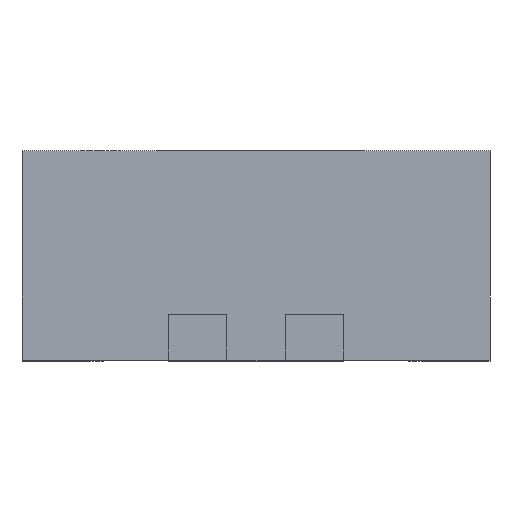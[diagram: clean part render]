
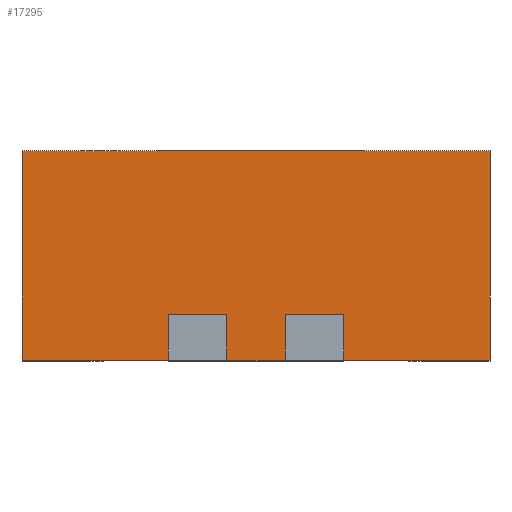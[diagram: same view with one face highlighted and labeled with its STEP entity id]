
A CAD part, front view. The second image highlights one B-rep face of the part: STEP entity #17295.
In plain terms, the highlighted planar face has unit normal (0, -1, 0).
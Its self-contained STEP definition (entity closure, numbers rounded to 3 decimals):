
#23 = CARTESIAN_POINT ( 'NONE',  ( 219.21, 169.754, -0.1 ) ) ;
#200 = DIRECTION ( 'NONE',  ( 0., 0., -1. ) ) ;
#562 = ORIENTED_EDGE ( 'NONE', *, *, #12672, .F. ) ;
#1463 = ORIENTED_EDGE ( 'NONE', *, *, #7810, .F. ) ;
#1479 = CARTESIAN_POINT ( 'NONE',  ( 218.585, 169.754, 0.8 ) ) ;
#1557 = DIRECTION ( 'NONE',  ( 0., 0., -1. ) ) ;
#1606 = CARTESIAN_POINT ( 'NONE',  ( 218.585, 169.754, 0.8 ) ) ;
#1826 = VECTOR ( 'NONE', #15104, 1000. ) ;
#1987 = ORIENTED_EDGE ( 'NONE', *, *, #10391, .T. ) ;
#2131 = LINE ( 'NONE', #18390, #19611 ) ;
#2675 = DIRECTION ( 'NONE',  ( -1., 0., 0. ) ) ;
#2849 = CARTESIAN_POINT ( 'NONE',  ( 220.585, 169.754, 0.8 ) ) ;
#2954 = VECTOR ( 'NONE', #17765, 1000. ) ;
#3341 = VECTOR ( 'NONE', #22630, 1000. ) ;
#3730 = LINE ( 'NONE', #8567, #18448 ) ;
#3947 = AXIS2_PLACEMENT_3D ( 'NONE', #1479, #19270, #1557 ) ;
#4525 = ORIENTED_EDGE ( 'NONE', *, *, #9365, .F. ) ;
#4868 = ORIENTED_EDGE ( 'NONE', *, *, #12337, .T. ) ;
#4988 = LINE ( 'NONE', #9913, #13989 ) ;
#5003 = DIRECTION ( 'NONE',  ( 0., 0., -1. ) ) ;
#5180 = PLANE ( 'NONE',  #3947 ) ;
#5494 = LINE ( 'NONE', #18504, #18898 ) ;
#5826 = VERTEX_POINT ( 'NONE', #20191 ) ;
#6094 = DIRECTION ( 'NONE',  ( 0., 0., -1. ) ) ;
#6465 = EDGE_CURVE ( 'NONE', #11817, #7848, #10080, .T. ) ;
#6623 = VERTEX_POINT ( 'NONE', #13623 ) ;
#6803 = CARTESIAN_POINT ( 'NONE',  ( 219.71, 169.754, 0.1 ) ) ;
#7041 = CARTESIAN_POINT ( 'NONE',  ( 220.585, 169.754, -0.095 ) ) ;
#7274 = ORIENTED_EDGE ( 'NONE', *, *, #15660, .T. ) ;
#7616 = CARTESIAN_POINT ( 'NONE',  ( 219.71, 169.754, 0.1 ) ) ;
#7810 = EDGE_CURVE ( 'NONE', #20977, #20770, #12544, .T. ) ;
#7848 = VERTEX_POINT ( 'NONE', #1606 ) ;
#8371 = CARTESIAN_POINT ( 'NONE',  ( 219.46, 169.754, 0.1 ) ) ;
#8567 = CARTESIAN_POINT ( 'NONE',  ( 218.585, 169.754, -0.095 ) ) ;
#8886 = LINE ( 'NONE', #9901, #1826 ) ;
#9092 = CARTESIAN_POINT ( 'NONE',  ( 219.21, 169.754, 0.1 ) ) ;
#9365 = EDGE_CURVE ( 'NONE', #11817, #20977, #2131, .T. ) ;
#9641 = CARTESIAN_POINT ( 'NONE',  ( 219.46, 169.754, -0.1 ) ) ;
#9676 = ORIENTED_EDGE ( 'NONE', *, *, #6465, .T. ) ;
#9694 = ORIENTED_EDGE ( 'NONE', *, *, #16464, .F. ) ;
#9898 = ORIENTED_EDGE ( 'NONE', *, *, #14528, .F. ) ;
#9901 = CARTESIAN_POINT ( 'NONE',  ( 219.21, 169.754, 0.1 ) ) ;
#9913 = CARTESIAN_POINT ( 'NONE',  ( 218.585, 169.754, -0.095 ) ) ;
#10080 = LINE ( 'NONE', #20091, #18294 ) ;
#10158 = EDGE_CURVE ( 'NONE', #19152, #19501, #8886, .T. ) ;
#10303 = LINE ( 'NONE', #23, #2954 ) ;
#10334 = VECTOR ( 'NONE', #15544, 1000. ) ;
#10391 = EDGE_CURVE ( 'NONE', #5826, #18967, #12453, .T. ) ;
#11076 = VECTOR ( 'NONE', #5003, 1000. ) ;
#11803 = CARTESIAN_POINT ( 'NONE',  ( 218.585, 169.754, -0.095 ) ) ;
#11817 = VERTEX_POINT ( 'NONE', #2849 ) ;
#12005 = LINE ( 'NONE', #9641, #19969 ) ;
#12105 = CARTESIAN_POINT ( 'NONE',  ( 218.585, 169.754, 0.8 ) ) ;
#12213 = ORIENTED_EDGE ( 'NONE', *, *, #18274, .T. ) ;
#12337 = EDGE_CURVE ( 'NONE', #18967, #20770, #5494, .T. ) ;
#12453 = LINE ( 'NONE', #7616, #20121 ) ;
#12544 = LINE ( 'NONE', #11803, #10334 ) ;
#12672 = EDGE_CURVE ( 'NONE', #16640, #20265, #3730, .T. ) ;
#13096 = VECTOR ( 'NONE', #200, 1000. ) ;
#13442 = DIRECTION ( 'NONE',  ( 0., 0., -1. ) ) ;
#13623 = CARTESIAN_POINT ( 'NONE',  ( 219.46, 169.754, -0.095 ) ) ;
#13666 = CARTESIAN_POINT ( 'NONE',  ( 219.96, 169.754, 0.1 ) ) ;
#13736 = CARTESIAN_POINT ( 'NONE',  ( 219.96, 169.754, -0.095 ) ) ;
#13911 = ORIENTED_EDGE ( 'NONE', *, *, #10158, .T. ) ;
#13989 = VECTOR ( 'NONE', #22094, 1000. ) ;
#14298 = CARTESIAN_POINT ( 'NONE',  ( 219.71, 169.754, -0.095 ) ) ;
#14528 = EDGE_CURVE ( 'NONE', #22072, #6623, #4988, .T. ) ;
#14668 = EDGE_CURVE ( 'NONE', #5826, #22072, #20028, .T. ) ;
#14912 = LINE ( 'NONE', #12105, #11076 ) ;
#15104 = DIRECTION ( 'NONE',  ( 1., 0., 0. ) ) ;
#15544 = DIRECTION ( 'NONE',  ( -1., 0., 0. ) ) ;
#15605 = CARTESIAN_POINT ( 'NONE',  ( 218.585, 169.754, -0.095 ) ) ;
#15660 = EDGE_CURVE ( 'NONE', #19501, #16575, #22423, .T. ) ;
#16460 = DIRECTION ( 'NONE',  ( 0., 0., 1. ) ) ;
#16464 = EDGE_CURVE ( 'NONE', #6623, #16575, #12005, .T. ) ;
#16575 = VERTEX_POINT ( 'NONE', #18590 ) ;
#16640 = VERTEX_POINT ( 'NONE', #22197 ) ;
#16830 = ORIENTED_EDGE ( 'NONE', *, *, #18411, .T. ) ;
#17295 = ADVANCED_FACE ( 'NONE', ( #20997 ), #5180, .T. ) ;
#17765 = DIRECTION ( 'NONE',  ( 0., 0., 1. ) ) ;
#18061 = EDGE_LOOP ( 'NONE', ( #9694, #9898, #21279, #1987, #4868, #1463, #4525, #9676, #12213, #562, #16830, #13911, #7274 ) ) ;
#18274 = EDGE_CURVE ( 'NONE', #7848, #20265, #14912, .T. ) ;
#18294 = VECTOR ( 'NONE', #2675, 1000. ) ;
#18390 = CARTESIAN_POINT ( 'NONE',  ( 220.585, 169.754, 0.8 ) ) ;
#18411 = EDGE_CURVE ( 'NONE', #16640, #19152, #10303, .T. ) ;
#18448 = VECTOR ( 'NONE', #20799, 1000. ) ;
#18504 = CARTESIAN_POINT ( 'NONE',  ( 219.96, 169.754, 0.1 ) ) ;
#18590 = CARTESIAN_POINT ( 'NONE',  ( 219.46, 169.754, 0. ) ) ;
#18898 = VECTOR ( 'NONE', #13442, 1000. ) ;
#18967 = VERTEX_POINT ( 'NONE', #13666 ) ;
#19102 = CARTESIAN_POINT ( 'NONE',  ( 219.46, 169.754, 0.1 ) ) ;
#19152 = VERTEX_POINT ( 'NONE', #9092 ) ;
#19270 = DIRECTION ( 'NONE',  ( 0., -1., 0. ) ) ;
#19501 = VERTEX_POINT ( 'NONE', #8371 ) ;
#19611 = VECTOR ( 'NONE', #6094, 1000. ) ;
#19865 = DIRECTION ( 'NONE',  ( 1., 0., 0. ) ) ;
#19969 = VECTOR ( 'NONE', #16460, 1000. ) ;
#20028 = LINE ( 'NONE', #6803, #3341 ) ;
#20091 = CARTESIAN_POINT ( 'NONE',  ( 218.585, 169.754, 0.8 ) ) ;
#20121 = VECTOR ( 'NONE', #19865, 1000. ) ;
#20191 = CARTESIAN_POINT ( 'NONE',  ( 219.71, 169.754, 0.1 ) ) ;
#20265 = VERTEX_POINT ( 'NONE', #15605 ) ;
#20770 = VERTEX_POINT ( 'NONE', #13736 ) ;
#20799 = DIRECTION ( 'NONE',  ( -1., 0., 0. ) ) ;
#20977 = VERTEX_POINT ( 'NONE', #7041 ) ;
#20997 = FACE_OUTER_BOUND ( 'NONE', #18061, .T. ) ;
#21279 = ORIENTED_EDGE ( 'NONE', *, *, #14668, .F. ) ;
#22072 = VERTEX_POINT ( 'NONE', #14298 ) ;
#22094 = DIRECTION ( 'NONE',  ( -1., 0., 0. ) ) ;
#22197 = CARTESIAN_POINT ( 'NONE',  ( 219.21, 169.754, -0.095 ) ) ;
#22423 = LINE ( 'NONE', #19102, #13096 ) ;
#22630 = DIRECTION ( 'NONE',  ( 0., 0., -1. ) ) ;
